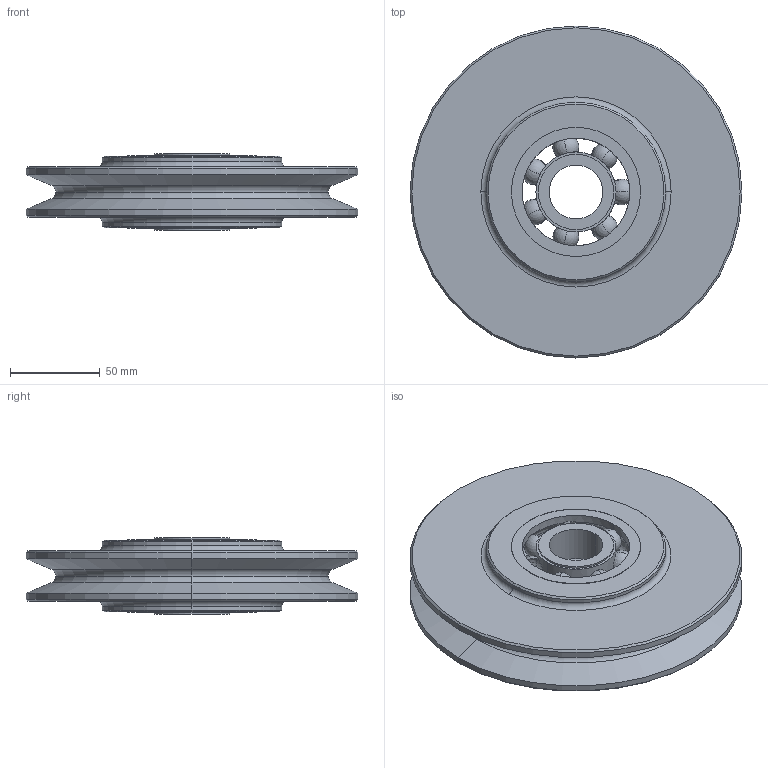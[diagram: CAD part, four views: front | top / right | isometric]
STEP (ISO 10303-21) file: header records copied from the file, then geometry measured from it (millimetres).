
FILE_DESCRIPTION(('STEP AP214'),'1');
FILE_NAME('cctmp_588F3254-C18E-43E1-A64C-D1DFB2F9CCA4_2021_10_04_16_27_07_0143..stp','2021-10-04T14:27:07',('COLUMBUS McKINNON Engineered Products GmbH'),('CADClick - www.CADClick.com'),'Spatial InterOp 3D',' ','unknown authorization');
FILE_SCHEMA(('AUTOMOTIVE_DESIGN'));
Length unit declared in the file: millimetre
Products named in the file (1): Drahtseilrolle
Bounding box: 185 x 185 x 42.5 mm (x, y, z)
Volume: 657555.9 mm3; surface area: 104545.4 mm2
Topology: 1 solids, 1 shells, 128 faces, 452 edges, 266 vertices
Faces by surface type: torus 40, cylinder 34, sphere 28, plane 14, cone 12
Entity records: 9116 total; most frequent: CARTESIAN_POINT 4585, ORIENTED_EDGE 792, DIRECTION 694, EDGE_CURVE 396, AXIS2_PLACEMENT_3D 323, VERTEX_POINT 266, CIRCLE 194, EDGE_LOOP 154
